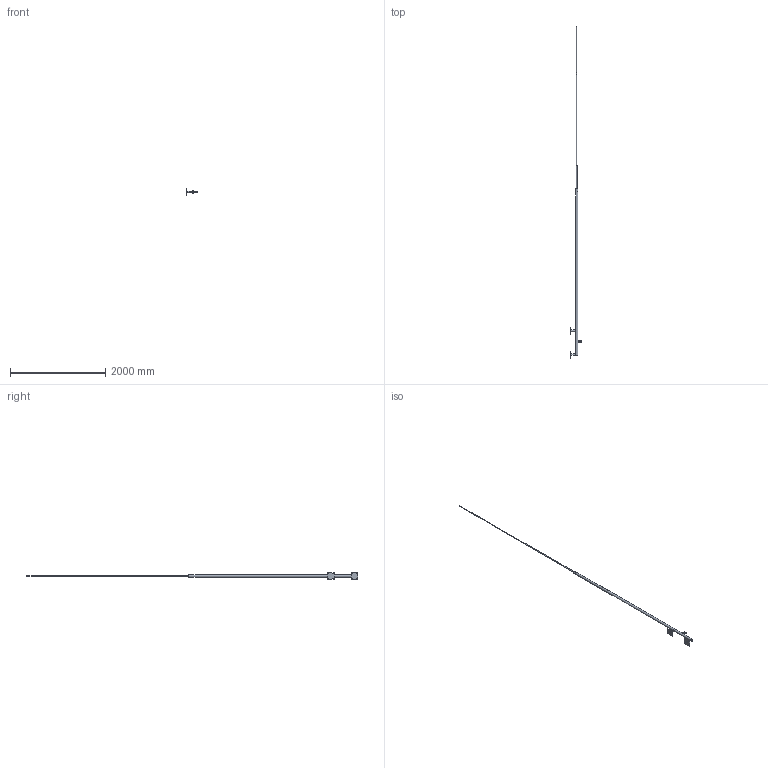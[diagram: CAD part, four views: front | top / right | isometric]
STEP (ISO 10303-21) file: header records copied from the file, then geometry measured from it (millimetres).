
FILE_DESCRIPTION(/* description */ (''),/* implementation_level */ '2;1');
FILE_NAME(/* name */ '501120 MKSR H7.stp',/* time_stamp */ '2023-05-18T14:32:27+03:00',/* author */ ('man37'),/* organization */ (''),/* preprocessor_version */ 'ST-DEVELOPER v19.2',/* originating_system */ 'Autodesk Inventor 2023',/* authorisation */ '');
FILE_SCHEMA (('AUTOMOTIVE_DESIGN { 1 0 10303 214 3 1 1 }'));
Length unit declared in the file: millimetre
Products named in the file (14): 501080 MKSR H3; Держатель мачтовый; Пластина для 
полосы 30мм; Пластина под пруток 
51-51 с круглыми отверстиями; DIN 933 - M6  x 20; DIN 934 - M6; 501100.06 Наконечник 
D10; 501110.03 Шпиль низ 
48x3.5 L3000; 501080.05 Пятка 142Х1
42х3; 501110.04 К пятке 48мм; 501110.05 ред шпиль 
m12 L200; 501110.06 верх шпиль 
m10 L1000; 501120.07 M18 500; DIN 934 - M18 x 2
Assembly tree (21 placements, depth 3):
  501080 MKSR H3
    Держатель мачтовый
      Пластина для 
полосы 30мм
      Пластина под пруток 
51-51 с круглыми отверстиями
      DIN 933 - M6  x 20  x4
      DIN 934 - M6  x4
    501100.06 Наконечник 
D10
    501110.03 Шпиль низ 
48x3.5 L3000
    501080.05 Пятка 142Х1
42х3  x2
    501110.04 К пятке 48мм  x2
    501110.05 ред шпиль 
m12 L200
    501110.06 верх шпиль 
m10 L1000
    501120.07 M18 500
    DIN 934 - M18 x 2
Bounding box: 227 x 6967 x 142 mm (x, y, z)
Volume: 2422071.9 mm3; surface area: 1276230.6 mm2
Topology: 21 solids, 21 shells, 236 faces, 492 edges, 307 vertices
Faces by surface type: plane 131, cone 53, cylinder 52
Full cylindrical faces by diameter (mm): 4.917 x4, 5.459 x4, 6 x12, 8.7 x4, 10 x2, 11 x8, 12 x2, 15.835 x1, 18 x2, 27.9 x2, 33.5 x2, 40 x1, 41 x1, 48 x1
Entity records: 3729 total; most frequent: CARTESIAN_POINT 621, DIRECTION 603, ORIENTED_EDGE 484, EDGE_CURVE 242, AXIS2_PLACEMENT_3D 242, EDGE_LOOP 158, VERTEX_POINT 152, FACE_OUTER_BOUND 120
